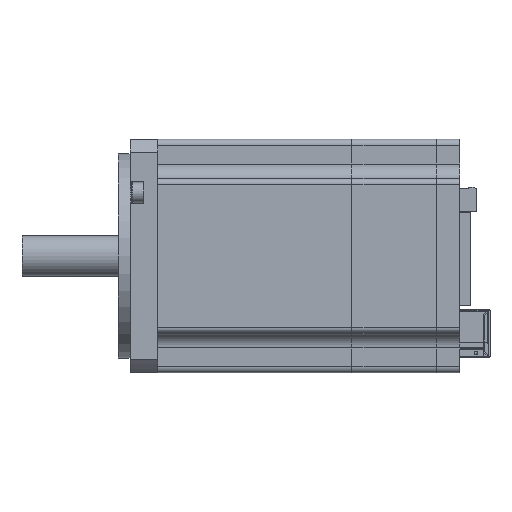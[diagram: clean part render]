
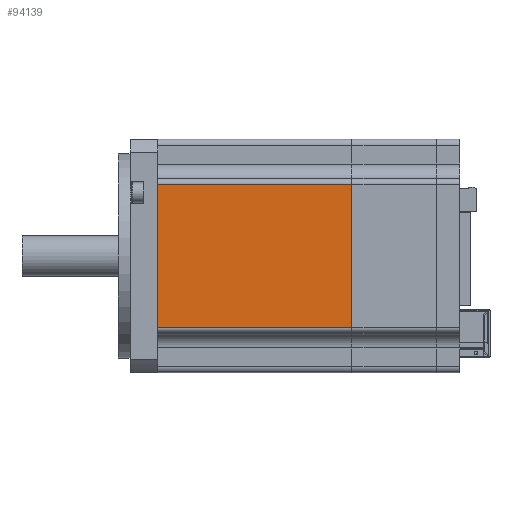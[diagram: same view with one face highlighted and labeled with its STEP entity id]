
A CAD part, left-side view. The second image highlights one B-rep face of the part: STEP entity #94139.
In plain terms, the highlighted planar face has unit normal (-1, 0, 0).
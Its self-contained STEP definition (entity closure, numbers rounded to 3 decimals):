
#92501=CARTESIAN_POINT('',(-40.0,66.5,-24.5));
#92502=VERTEX_POINT('',#92501);
#92616=CARTESIAN_POINT('',(-40.0,66.5,24.5));
#92617=VERTEX_POINT('',#92616);
#93736=CARTESIAN_POINT('',(-40.0,66.5,-24.5));
#93737=DIRECTION('',(0.0,0.0,1.0));
#93738=VECTOR('',#93737,49.);
#93739=LINE('',#93736,#93738);
#93740=EDGE_CURVE('',#92502,#92617,#93739,.T.);
#94090=CARTESIAN_POINT('',(-40.0,0.0,24.5));
#94091=VERTEX_POINT('',#94090);
#94092=CARTESIAN_POINT('',(-40.0,66.5,24.5));
#94093=DIRECTION('',(0.0,-1.0,0.0));
#94094=VECTOR('',#94093,66.5);
#94095=LINE('',#94092,#94094);
#94096=EDGE_CURVE('',#92617,#94091,#94095,.T.);
#94116=CARTESIAN_POINT('',(-40.0,0.0,-26.5));
#94117=DIRECTION('',(-1.0,0.0,0.0));
#94118=DIRECTION('',(0.0,0.0,1.0));
#94119=AXIS2_PLACEMENT_3D('',#94116,#94117,#94118);
#94120=PLANE('',#94119);
#94121=ORIENTED_EDGE('',*,*,#94096,.F.);
#94122=ORIENTED_EDGE('',*,*,#93740,.F.);
#94123=CARTESIAN_POINT('',(-40.0,0.0,-24.5));
#94124=VERTEX_POINT('',#94123);
#94125=CARTESIAN_POINT('',(-40.0,0.0,-24.5));
#94126=DIRECTION('',(0.0,1.0,0.0));
#94127=VECTOR('',#94126,66.5);
#94128=LINE('',#94125,#94127);
#94129=EDGE_CURVE('',#94124,#92502,#94128,.T.);
#94130=ORIENTED_EDGE('',*,*,#94129,.F.);
#94131=CARTESIAN_POINT('',(-40.0,0.0,-24.5));
#94132=DIRECTION('',(0.0,0.0,1.0));
#94133=VECTOR('',#94132,49.);
#94134=LINE('',#94131,#94133);
#94135=EDGE_CURVE('',#94124,#94091,#94134,.T.);
#94136=ORIENTED_EDGE('',*,*,#94135,.T.);
#94137=EDGE_LOOP('',(#94121,#94122,#94130,#94136));
#94138=FACE_OUTER_BOUND('',#94137,.T.);
#94139=ADVANCED_FACE('',(#94138),#94120,.T.);
